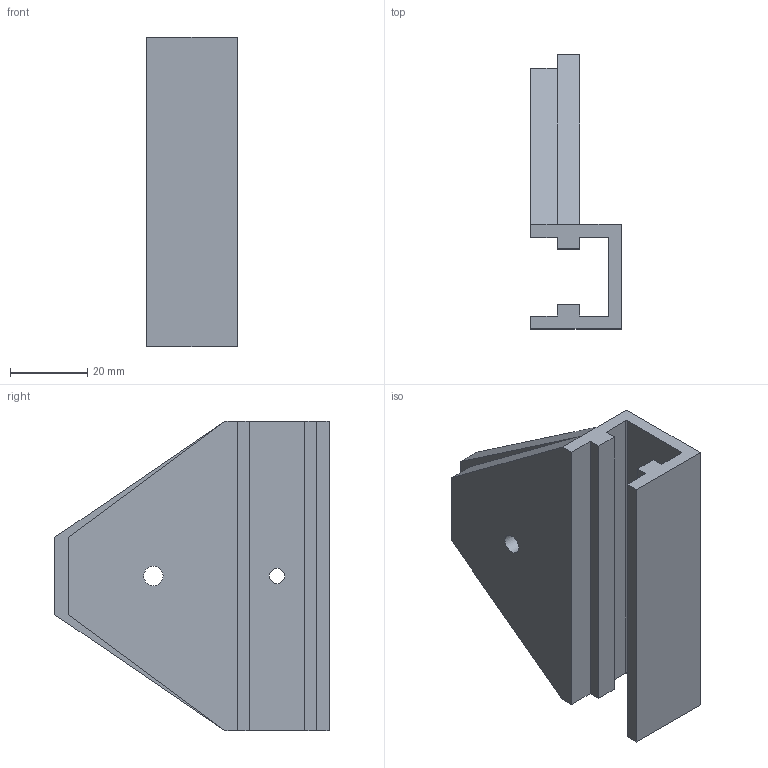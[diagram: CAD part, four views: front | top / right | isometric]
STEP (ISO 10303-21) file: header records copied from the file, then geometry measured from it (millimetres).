
FILE_DESCRIPTION(('FreeCAD Model'),'2;1');
FILE_NAME('z-inner-hinge-x2.step','2020-05-01T19:41:51',( 'Author'),(''),'Open CASCADE STEP processor 7.3','FreeCAD','Unknown' );
FILE_SCHEMA(('AUTOMOTIVE_DESIGN { 1 0 10303 214 1 1 1 1 }'));
Length unit declared in the file: millimetre
Products named in the file (1): inner-hinge
Bounding box: 23.5 x 71 x 80 mm (x, y, z)
Volume: 47020.6 mm3; surface area: 17900.6 mm2
Topology: 1 solids, 1 shells, 30 faces, 80 edges, 52 vertices
Faces by surface type: plane 26, cylinder 4
Full cylindrical faces by diameter (mm): 4 x1, 5 x1
Entity records: 2193 total; most frequent: CARTESIAN_POINT 347, DIRECTION 301, LINE 218, VECTOR 218, ORIENTED_EDGE 160, PCURVE 160, DEFINITIONAL_REPRESENTATION 160, EDGE_CURVE 80
